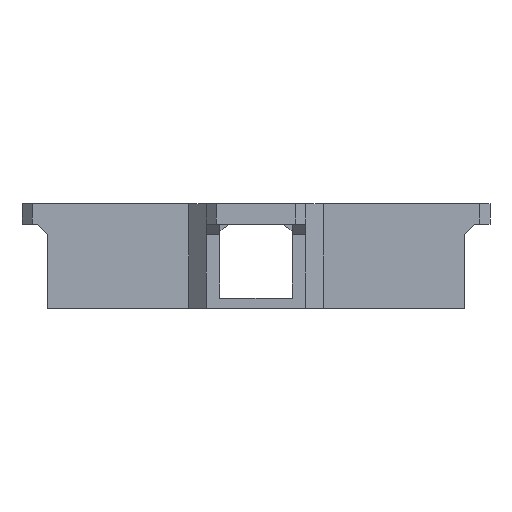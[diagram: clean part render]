
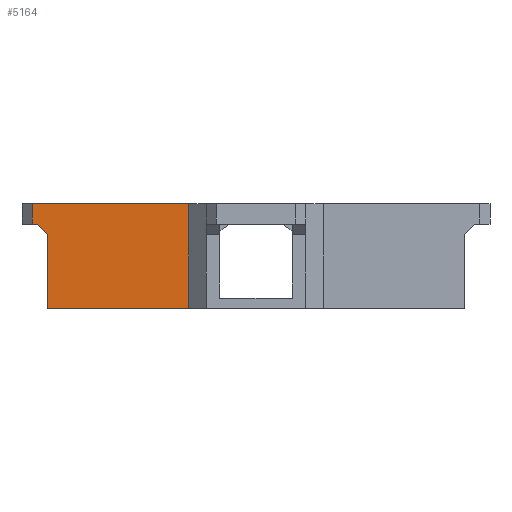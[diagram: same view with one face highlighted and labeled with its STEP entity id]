
A CAD part, left-side view. The second image highlights one B-rep face of the part: STEP entity #5164.
In plain terms, the highlighted planar face has unit normal (-1, 0, 0).
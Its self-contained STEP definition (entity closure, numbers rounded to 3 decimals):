
#32 = EDGE_CURVE('',#33,#35,#37,.T.);
#33 = VERTEX_POINT('',#34);
#34 = CARTESIAN_POINT('',(-14.5,19.5,3.));
#35 = VERTEX_POINT('',#36);
#36 = CARTESIAN_POINT('',(-14.5,65.,3.));
#37 = SURFACE_CURVE('',#38,(#42,#54),.PCURVE_S1.);
#38 = LINE('',#39,#40);
#39 = CARTESIAN_POINT('',(-14.5,14.5,3.));
#40 = VECTOR('',#41,1.);
#41 = DIRECTION('',(0.,1.,0.));
#42 = PCURVE('',#43,#48);
#43 = PLANE('',#44);
#44 = AXIS2_PLACEMENT_3D('',#45,#46,#47);
#45 = CARTESIAN_POINT('',(-14.5,68.,3.));
#46 = DIRECTION('',(0.,0.,1.));
#47 = DIRECTION('',(1.,0.,0.));
#48 = DEFINITIONAL_REPRESENTATION('',(#49),#53);
#49 = LINE('',#50,#51);
#50 = CARTESIAN_POINT('',(0.,-53.5));
#51 = VECTOR('',#52,1.);
#52 = DIRECTION('',(0.,1.));
#53 = ( GEOMETRIC_REPRESENTATION_CONTEXT(2) 
PARAMETRIC_REPRESENTATION_CONTEXT() REPRESENTATION_CONTEXT('2D SPACE',''
  ) );
#54 = PCURVE('',#55,#60);
#55 = PLANE('',#56);
#56 = AXIS2_PLACEMENT_3D('',#57,#58,#59);
#57 = CARTESIAN_POINT('',(-14.5,19.5,3.));
#58 = DIRECTION('',(1.,-0.,0.));
#59 = DIRECTION('',(-0.,0.,1.));
#60 = DEFINITIONAL_REPRESENTATION('',(#61),#65);
#61 = LINE('',#62,#63);
#62 = CARTESIAN_POINT('',(0.,5.));
#63 = VECTOR('',#64,1.);
#64 = DIRECTION('',(0.,-1.));
#65 = ( GEOMETRIC_REPRESENTATION_CONTEXT(2) 
PARAMETRIC_REPRESENTATION_CONTEXT() REPRESENTATION_CONTEXT('2D SPACE',''
  ) );
#83 = PLANE('',#84);
#84 = AXIS2_PLACEMENT_3D('',#85,#86,#87);
#85 = CARTESIAN_POINT('',(-17.,17.,-12.25));
#86 = DIRECTION('',(-0.707,0.707,0.)
  );
#87 = DIRECTION('',(0.707,0.707,0.));
#697 = PLANE('',#698);
#698 = AXIS2_PLACEMENT_3D('',#699,#700,#701);
#699 = CARTESIAN_POINT('',(-13.,66.5,-3.));
#700 = DIRECTION('',(0.707,-0.707,0.));
#701 = DIRECTION('',(0.,0.,1.));
#1667 = VERTEX_POINT('',#1668);
#1668 = CARTESIAN_POINT('',(-14.5,65.,-3.));
#1682 = PLANE('',#1683);
#1683 = AXIS2_PLACEMENT_3D('',#1684,#1685,#1686);
#1684 = CARTESIAN_POINT('',(-14.5,68.,-3.));
#1685 = DIRECTION('',(0.,0.,1.));
#1686 = DIRECTION('',(1.,0.,0.));
#1716 = EDGE_CURVE('',#1667,#35,#1717,.T.);
#1717 = SURFACE_CURVE('',#1718,(#1722,#1729),.PCURVE_S1.);
#1718 = LINE('',#1719,#1720);
#1719 = CARTESIAN_POINT('',(-14.5,65.,-3.));
#1720 = VECTOR('',#1721,1.);
#1721 = DIRECTION('',(0.,0.,1.));
#1722 = PCURVE('',#697,#1723);
#1723 = DEFINITIONAL_REPRESENTATION('',(#1724),#1728);
#1724 = LINE('',#1725,#1726);
#1725 = CARTESIAN_POINT('',(0.,2.121));
#1726 = VECTOR('',#1727,1.);
#1727 = DIRECTION('',(1.,0.));
#1728 = ( GEOMETRIC_REPRESENTATION_CONTEXT(2) 
PARAMETRIC_REPRESENTATION_CONTEXT() REPRESENTATION_CONTEXT('2D SPACE',''
  ) );
#1729 = PCURVE('',#55,#1730);
#1730 = DEFINITIONAL_REPRESENTATION('',(#1731),#1735);
#1731 = LINE('',#1732,#1733);
#1732 = CARTESIAN_POINT('',(-6.,-45.5));
#1733 = VECTOR('',#1734,1.);
#1734 = DIRECTION('',(1.,0.));
#1735 = ( GEOMETRIC_REPRESENTATION_CONTEXT(2) 
PARAMETRIC_REPRESENTATION_CONTEXT() REPRESENTATION_CONTEXT('2D SPACE',''
  ) );
#3419 = EDGE_CURVE('',#3420,#1667,#3422,.T.);
#3420 = VERTEX_POINT('',#3421);
#3421 = CARTESIAN_POINT('',(-14.5,63.5,-3.));
#3422 = SURFACE_CURVE('',#3423,(#3427,#3434),.PCURVE_S1.);
#3423 = LINE('',#3424,#3425);
#3424 = CARTESIAN_POINT('',(-14.5,14.5,-3.));
#3425 = VECTOR('',#3426,1.);
#3426 = DIRECTION('',(0.,1.,0.));
#3427 = PCURVE('',#1682,#3428);
#3428 = DEFINITIONAL_REPRESENTATION('',(#3429),#3433);
#3429 = LINE('',#3430,#3431);
#3430 = CARTESIAN_POINT('',(0.,-53.5));
#3431 = VECTOR('',#3432,1.);
#3432 = DIRECTION('',(0.,1.));
#3433 = ( GEOMETRIC_REPRESENTATION_CONTEXT(2) 
PARAMETRIC_REPRESENTATION_CONTEXT() REPRESENTATION_CONTEXT('2D SPACE',''
  ) );
#3434 = PCURVE('',#55,#3435);
#3435 = DEFINITIONAL_REPRESENTATION('',(#3436),#3440);
#3436 = LINE('',#3437,#3438);
#3437 = CARTESIAN_POINT('',(-6.,5.));
#3438 = VECTOR('',#3439,1.);
#3439 = DIRECTION('',(0.,-1.));
#3440 = ( GEOMETRIC_REPRESENTATION_CONTEXT(2) 
PARAMETRIC_REPRESENTATION_CONTEXT() REPRESENTATION_CONTEXT('2D SPACE',''
  ) );
#3458 = PLANE('',#3459);
#3459 = AXIS2_PLACEMENT_3D('',#3460,#3461,#3462);
#3460 = CARTESIAN_POINT('',(-14.5,62.,-4.5));
#3461 = DIRECTION('',(0.,-0.707,0.707));
#3462 = DIRECTION('',(-1.,-0.,-0.));
#3574 = EDGE_CURVE('',#3420,#3575,#3577,.T.);
#3575 = VERTEX_POINT('',#3576);
#3576 = CARTESIAN_POINT('',(-14.5,60.5,-6.));
#3577 = SURFACE_CURVE('',#3578,(#3582,#3589),.PCURVE_S1.);
#3578 = LINE('',#3579,#3580);
#3579 = CARTESIAN_POINT('',(-14.5,50.5,-16.));
#3580 = VECTOR('',#3581,1.);
#3581 = DIRECTION('',(0.,-0.707,-0.707));
#3582 = PCURVE('',#3458,#3583);
#3583 = DEFINITIONAL_REPRESENTATION('',(#3584),#3588);
#3584 = LINE('',#3585,#3586);
#3585 = CARTESIAN_POINT('',(0.,16.263));
#3586 = VECTOR('',#3587,1.);
#3587 = DIRECTION('',(-0.,1.));
#3588 = ( GEOMETRIC_REPRESENTATION_CONTEXT(2) 
PARAMETRIC_REPRESENTATION_CONTEXT() REPRESENTATION_CONTEXT('2D SPACE',''
  ) );
#3589 = PCURVE('',#55,#3590);
#3590 = DEFINITIONAL_REPRESENTATION('',(#3591),#3595);
#3591 = LINE('',#3592,#3593);
#3592 = CARTESIAN_POINT('',(-19.,-31.));
#3593 = VECTOR('',#3594,1.);
#3594 = DIRECTION('',(-0.707,0.707));
#3595 = ( GEOMETRIC_REPRESENTATION_CONTEXT(2) 
PARAMETRIC_REPRESENTATION_CONTEXT() REPRESENTATION_CONTEXT('2D SPACE',''
  ) );
#3635 = PLANE('',#3636);
#3636 = AXIS2_PLACEMENT_3D('',#3637,#3638,#3639);
#3637 = CARTESIAN_POINT('',(10.5,60.5,-3.));
#3638 = DIRECTION('',(0.,-1.,0.));
#3639 = DIRECTION('',(0.,0.,-1.));
#5164 = ADVANCED_FACE('',(#5165),#55,.F.);
#5165 = FACE_BOUND('',#5166,.T.);
#5166 = EDGE_LOOP('',(#5167,#5168,#5169,#5170,#5171,#5194,#5222));
#5167 = ORIENTED_EDGE('',*,*,#32,.T.);
#5168 = ORIENTED_EDGE('',*,*,#1716,.F.);
#5169 = ORIENTED_EDGE('',*,*,#3419,.F.);
#5170 = ORIENTED_EDGE('',*,*,#3574,.T.);
#5171 = ORIENTED_EDGE('',*,*,#5172,.T.);
#5172 = EDGE_CURVE('',#3575,#5173,#5175,.T.);
#5173 = VERTEX_POINT('',#5174);
#5174 = CARTESIAN_POINT('',(-14.5,60.5,-27.5));
#5175 = SURFACE_CURVE('',#5176,(#5180,#5187),.PCURVE_S1.);
#5176 = LINE('',#5177,#5178);
#5177 = CARTESIAN_POINT('',(-14.5,60.5,-3.));
#5178 = VECTOR('',#5179,1.);
#5179 = DIRECTION('',(0.,0.,-1.));
#5180 = PCURVE('',#55,#5181);
#5181 = DEFINITIONAL_REPRESENTATION('',(#5182),#5186);
#5182 = LINE('',#5183,#5184);
#5183 = CARTESIAN_POINT('',(-6.,-41.));
#5184 = VECTOR('',#5185,1.);
#5185 = DIRECTION('',(-1.,-0.));
#5186 = ( GEOMETRIC_REPRESENTATION_CONTEXT(2) 
PARAMETRIC_REPRESENTATION_CONTEXT() REPRESENTATION_CONTEXT('2D SPACE',''
  ) );
#5187 = PCURVE('',#3635,#5188);
#5188 = DEFINITIONAL_REPRESENTATION('',(#5189),#5193);
#5189 = LINE('',#5190,#5191);
#5190 = CARTESIAN_POINT('',(-0.,-25.));
#5191 = VECTOR('',#5192,1.);
#5192 = DIRECTION('',(1.,0.));
#5193 = ( GEOMETRIC_REPRESENTATION_CONTEXT(2) 
PARAMETRIC_REPRESENTATION_CONTEXT() REPRESENTATION_CONTEXT('2D SPACE',''
  ) );
#5194 = ORIENTED_EDGE('',*,*,#5195,.T.);
#5195 = EDGE_CURVE('',#5173,#5196,#5198,.T.);
#5196 = VERTEX_POINT('',#5197);
#5197 = CARTESIAN_POINT('',(-14.5,19.5,-27.5));
#5198 = SURFACE_CURVE('',#5199,(#5203,#5210),.PCURVE_S1.);
#5199 = LINE('',#5200,#5201);
#5200 = CARTESIAN_POINT('',(-14.5,60.5,-27.5));
#5201 = VECTOR('',#5202,1.);
#5202 = DIRECTION('',(0.,-1.,0.));
#5203 = PCURVE('',#55,#5204);
#5204 = DEFINITIONAL_REPRESENTATION('',(#5205),#5209);
#5205 = LINE('',#5206,#5207);
#5206 = CARTESIAN_POINT('',(-30.5,-41.));
#5207 = VECTOR('',#5208,1.);
#5208 = DIRECTION('',(0.,1.));
#5209 = ( GEOMETRIC_REPRESENTATION_CONTEXT(2) 
PARAMETRIC_REPRESENTATION_CONTEXT() REPRESENTATION_CONTEXT('2D SPACE',''
  ) );
#5210 = PCURVE('',#5211,#5216);
#5211 = PLANE('',#5212);
#5212 = AXIS2_PLACEMENT_3D('',#5213,#5214,#5215);
#5213 = CARTESIAN_POINT('',(-14.5,38.5,-27.5));
#5214 = DIRECTION('',(0.,0.,-1.));
#5215 = DIRECTION('',(-1.,0.,-0.));
#5216 = DEFINITIONAL_REPRESENTATION('',(#5217),#5221);
#5217 = LINE('',#5218,#5219);
#5218 = CARTESIAN_POINT('',(0.,22.));
#5219 = VECTOR('',#5220,1.);
#5220 = DIRECTION('',(-0.,-1.));
#5221 = ( GEOMETRIC_REPRESENTATION_CONTEXT(2) 
PARAMETRIC_REPRESENTATION_CONTEXT() REPRESENTATION_CONTEXT('2D SPACE',''
  ) );
#5222 = ORIENTED_EDGE('',*,*,#5223,.F.);
#5223 = EDGE_CURVE('',#33,#5196,#5224,.T.);
#5224 = SURFACE_CURVE('',#5225,(#5229,#5236),.PCURVE_S1.);
#5225 = LINE('',#5226,#5227);
#5226 = CARTESIAN_POINT('',(-14.5,19.5,-18.));
#5227 = VECTOR('',#5228,1.);
#5228 = DIRECTION('',(0.,0.,-1.));
#5229 = PCURVE('',#55,#5230);
#5230 = DEFINITIONAL_REPRESENTATION('',(#5231),#5235);
#5231 = LINE('',#5232,#5233);
#5232 = CARTESIAN_POINT('',(-21.,-0.));
#5233 = VECTOR('',#5234,1.);
#5234 = DIRECTION('',(-1.,-0.));
#5235 = ( GEOMETRIC_REPRESENTATION_CONTEXT(2) 
PARAMETRIC_REPRESENTATION_CONTEXT() REPRESENTATION_CONTEXT('2D SPACE',''
  ) );
#5236 = PCURVE('',#83,#5237);
#5237 = DEFINITIONAL_REPRESENTATION('',(#5238),#5242);
#5238 = LINE('',#5239,#5240);
#5239 = CARTESIAN_POINT('',(3.536,5.75));
#5240 = VECTOR('',#5241,1.);
#5241 = DIRECTION('',(0.,1.));
#5242 = ( GEOMETRIC_REPRESENTATION_CONTEXT(2) 
PARAMETRIC_REPRESENTATION_CONTEXT() REPRESENTATION_CONTEXT('2D SPACE',''
  ) );
